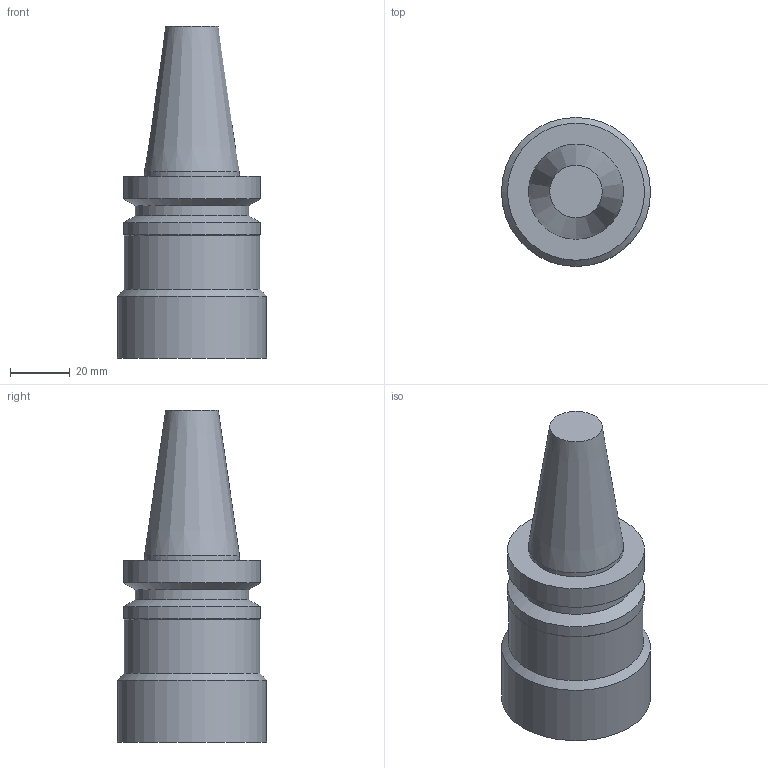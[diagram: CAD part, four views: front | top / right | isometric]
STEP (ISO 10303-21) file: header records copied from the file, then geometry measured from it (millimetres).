
FILE_DESCRIPTION((''),'1');
FILE_NAME('BT30-CK5-120.stp','2012-05-17T04:33:46',(''),(''),'Spatial Interop R18','Kubotek KeyCreator V8.5.1 (14335)',' ');
FILE_SCHEMA(('CONFIG_CONTROL_DESIGN'));
Length unit declared in the file: millimetre
Products named in the file (1): 1
Bounding box: 50 x 50 x 111.4 mm (x, y, z)
Volume: 129488.5 mm3; surface area: 16746 mm2
Topology: 1 solids, 1 shells, 14 faces, 24 edges, 13 vertices
Faces by surface type: cylinder 6, cone 5, plane 3
Full cylindrical faces by diameter (mm): 31.896 x1, 38 x1, 45.4 x1, 46 x2, 50 x1
Entity records: 318 total; most frequent: DIRECTION 56, CARTESIAN_POINT 41, AXIS2_PLACEMENT_3D 28, EDGE_LOOP 26, ORIENTED_EDGE 26, FACE_BOUND 23, ADVANCED_FACE 14, EDGE_CURVE 13
